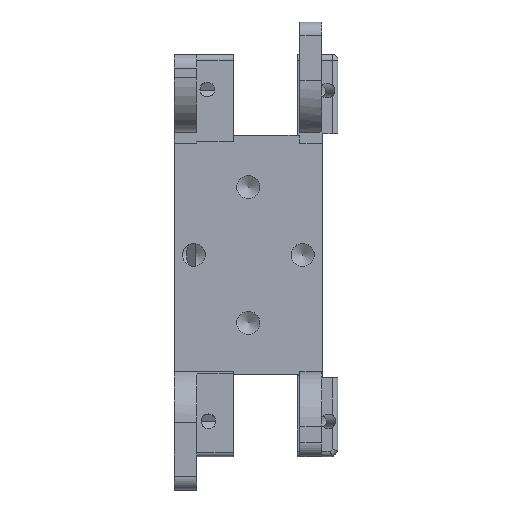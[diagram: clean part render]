
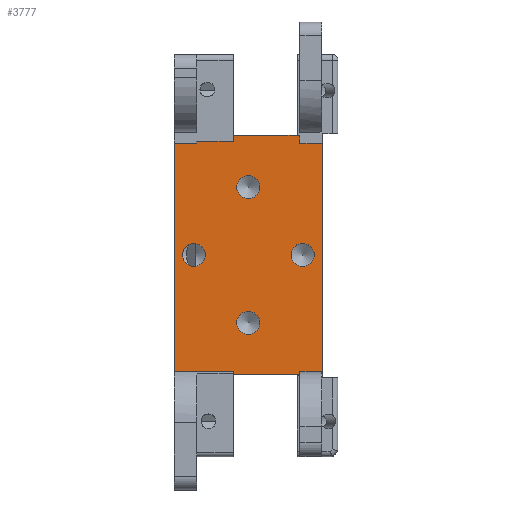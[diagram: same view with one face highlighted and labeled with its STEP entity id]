
A CAD part, top view. The second image highlights one B-rep face of the part: STEP entity #3777.
In plain terms, the highlighted planar face has unit normal (0, 0, 1).
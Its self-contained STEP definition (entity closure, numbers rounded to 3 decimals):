
#41=FACE_BOUND('',#543,.T.);
#42=FACE_BOUND('',#544,.T.);
#43=FACE_BOUND('',#545,.T.);
#44=FACE_BOUND('',#546,.T.);
#86=PLANE('',#4071);
#230=CIRCLE('',#4072,2.125);
#231=CIRCLE('',#4073,2.125);
#232=CIRCLE('',#4074,2.125);
#233=CIRCLE('',#4075,2.125);
#327=FACE_OUTER_BOUND('',#542,.T.);
#542=EDGE_LOOP('',(#2915,#2916,#2917,#2918,#2919,#2920,#2921,#2922,#2923,
#2924,#2925,#2926,#2927,#2928,#2929,#2930,#2931,#2932));
#543=EDGE_LOOP('',(#2933));
#544=EDGE_LOOP('',(#2934));
#545=EDGE_LOOP('',(#2935));
#546=EDGE_LOOP('',(#2936));
#775=LINE('',#5539,#1184);
#807=LINE('',#5690,#1216);
#868=LINE('',#5855,#1277);
#919=LINE('',#6021,#1328);
#928=LINE('',#6048,#1337);
#938=LINE('',#6076,#1347);
#941=LINE('',#6082,#1350);
#949=LINE('',#6100,#1358);
#950=LINE('',#6102,#1359);
#951=LINE('',#6103,#1360);
#952=LINE('',#6104,#1361);
#953=LINE('',#6106,#1362);
#954=LINE('',#6108,#1363);
#955=LINE('',#6109,#1364);
#956=LINE('',#6111,#1365);
#957=LINE('',#6113,#1366);
#958=LINE('',#6115,#1367);
#959=LINE('',#6116,#1368);
#1184=VECTOR('',#4363,10.);
#1216=VECTOR('',#4453,10.);
#1277=VECTOR('',#4596,1000.);
#1328=VECTOR('',#4699,10.);
#1337=VECTOR('',#4720,10.);
#1347=VECTOR('',#4740,10.);
#1350=VECTOR('',#4745,10.);
#1358=VECTOR('',#4759,10.);
#1359=VECTOR('',#4760,10.);
#1360=VECTOR('',#4761,10.);
#1361=VECTOR('',#4762,10.);
#1362=VECTOR('',#4763,10.);
#1363=VECTOR('',#4764,10.);
#1364=VECTOR('',#4765,10.);
#1365=VECTOR('',#4766,1000.);
#1366=VECTOR('',#4767,10.);
#1367=VECTOR('',#4768,10.);
#1368=VECTOR('',#4769,10.);
#1601=VERTEX_POINT('',#5536);
#1602=VERTEX_POINT('',#5538);
#1646=VERTEX_POINT('',#5688);
#1708=VERTEX_POINT('',#5852);
#1709=VERTEX_POINT('',#5854);
#1762=VERTEX_POINT('',#6018);
#1763=VERTEX_POINT('',#6020);
#1774=VERTEX_POINT('',#6045);
#1775=VERTEX_POINT('',#6047);
#1788=VERTEX_POINT('',#6075);
#1790=VERTEX_POINT('',#6081);
#1797=VERTEX_POINT('',#6099);
#1798=VERTEX_POINT('',#6101);
#1799=VERTEX_POINT('',#6105);
#1800=VERTEX_POINT('',#6107);
#1801=VERTEX_POINT('',#6110);
#1802=VERTEX_POINT('',#6112);
#1803=VERTEX_POINT('',#6114);
#1804=VERTEX_POINT('',#6117);
#1805=VERTEX_POINT('',#6119);
#1806=VERTEX_POINT('',#6121);
#1807=VERTEX_POINT('',#6123);
#1983=EDGE_CURVE('',#1602,#1601,#775,.T.);
#2037=EDGE_CURVE('',#1601,#1646,#807,.T.);
#2119=EDGE_CURVE('',#1708,#1709,#868,.T.);
#2186=EDGE_CURVE('',#1763,#1762,#919,.T.);
#2199=EDGE_CURVE('',#1775,#1774,#928,.T.);
#2213=EDGE_CURVE('',#1788,#1775,#938,.T.);
#2216=EDGE_CURVE('',#1788,#1790,#941,.T.);
#2226=EDGE_CURVE('',#1774,#1797,#949,.T.);
#2227=EDGE_CURVE('',#1798,#1797,#950,.T.);
#2228=EDGE_CURVE('',#1709,#1798,#951,.T.);
#2229=EDGE_CURVE('',#1708,#1763,#952,.T.);
#2230=EDGE_CURVE('',#1799,#1762,#953,.T.);
#2231=EDGE_CURVE('',#1799,#1800,#954,.T.);
#2232=EDGE_CURVE('',#1800,#1602,#955,.T.);
#2233=EDGE_CURVE('',#1646,#1801,#956,.T.);
#2234=EDGE_CURVE('',#1801,#1802,#957,.T.);
#2235=EDGE_CURVE('',#1803,#1802,#958,.T.);
#2236=EDGE_CURVE('',#1790,#1803,#959,.T.);
#2237=EDGE_CURVE('',#1804,#1804,#230,.T.);
#2238=EDGE_CURVE('',#1805,#1805,#231,.T.);
#2239=EDGE_CURVE('',#1806,#1806,#232,.T.);
#2240=EDGE_CURVE('',#1807,#1807,#233,.T.);
#2915=ORIENTED_EDGE('',*,*,#2199,.T.);
#2916=ORIENTED_EDGE('',*,*,#2226,.T.);
#2917=ORIENTED_EDGE('',*,*,#2227,.F.);
#2918=ORIENTED_EDGE('',*,*,#2228,.F.);
#2919=ORIENTED_EDGE('',*,*,#2119,.F.);
#2920=ORIENTED_EDGE('',*,*,#2229,.T.);
#2921=ORIENTED_EDGE('',*,*,#2186,.T.);
#2922=ORIENTED_EDGE('',*,*,#2230,.F.);
#2923=ORIENTED_EDGE('',*,*,#2231,.T.);
#2924=ORIENTED_EDGE('',*,*,#2232,.T.);
#2925=ORIENTED_EDGE('',*,*,#1983,.T.);
#2926=ORIENTED_EDGE('',*,*,#2037,.T.);
#2927=ORIENTED_EDGE('',*,*,#2233,.T.);
#2928=ORIENTED_EDGE('',*,*,#2234,.T.);
#2929=ORIENTED_EDGE('',*,*,#2235,.F.);
#2930=ORIENTED_EDGE('',*,*,#2236,.F.);
#2931=ORIENTED_EDGE('',*,*,#2216,.F.);
#2932=ORIENTED_EDGE('',*,*,#2213,.T.);
#2933=ORIENTED_EDGE('',*,*,#2237,.T.);
#2934=ORIENTED_EDGE('',*,*,#2238,.T.);
#2935=ORIENTED_EDGE('',*,*,#2239,.T.);
#2936=ORIENTED_EDGE('',*,*,#2240,.T.);
#3777=ADVANCED_FACE('',(#327,#41,#42,#43,#44),#86,.T.);
#4071=AXIS2_PLACEMENT_3D('',#6098,#4757,#4758);
#4072=AXIS2_PLACEMENT_3D('',#6118,#4770,#4771);
#4073=AXIS2_PLACEMENT_3D('',#6120,#4772,#4773);
#4074=AXIS2_PLACEMENT_3D('',#6122,#4774,#4775);
#4075=AXIS2_PLACEMENT_3D('',#6124,#4776,#4777);
#4363=DIRECTION('',(0.,-1.,0.));
#4453=DIRECTION('',(1.,0.,0.));
#4596=DIRECTION('',(0.,1.,0.));
#4699=DIRECTION('',(0.,-1.,0.));
#4720=DIRECTION('',(0.,-1.,0.));
#4740=DIRECTION('',(-1.,0.,0.));
#4745=DIRECTION('',(0.,-1.,0.));
#4757=DIRECTION('center_axis',(0.,0.,
1.));
#4758=DIRECTION('ref_axis',(0.,1.,0.));
#4759=DIRECTION('',(-1.,0.,0.));
#4760=DIRECTION('',(0.,1.,0.));
#4761=DIRECTION('',(1.,0.,0.));
#4762=DIRECTION('',(1.,0.,0.));
#4763=DIRECTION('',(-1.,0.,0.));
#4764=DIRECTION('',(0.,1.,0.));
#4765=DIRECTION('',(1.,0.,0.));
#4766=DIRECTION('',(0.,1.,0.));
#4767=DIRECTION('',(-1.,0.,0.));
#4768=DIRECTION('',(0.,-1.,0.));
#4769=DIRECTION('',(1.,0.,0.));
#4770=DIRECTION('center_axis',(0.,0.,
-1.));
#4771=DIRECTION('ref_axis',(0.,-1.,0.));
#4772=DIRECTION('center_axis',(0.,0.,
-1.));
#4773=DIRECTION('ref_axis',(0.,-1.,0.));
#4774=DIRECTION('center_axis',(0.,0.,
-1.));
#4775=DIRECTION('ref_axis',(0.,-1.,0.));
#4776=DIRECTION('center_axis',(0.,0.,
-1.));
#4777=DIRECTION('ref_axis',(0.,-1.,0.));
#5536=CARTESIAN_POINT('',(19.07,237.838,64.609));
#5538=CARTESIAN_POINT('',(19.07,238.897,64.609));
#5539=CARTESIAN_POINT('',(19.07,259.353,64.609));
#5688=CARTESIAN_POINT('',(19.237,237.838,64.609));
#5690=CARTESIAN_POINT('',(19.153,237.838,64.609));
#5852=CARTESIAN_POINT('',(-8.063,238.897,64.609));
#5854=CARTESIAN_POINT('',(-8.063,280.98,64.609));
#5855=CARTESIAN_POINT('',(-8.063,271.417,64.609));
#6018=CARTESIAN_POINT('',(2.82,238.417,64.609));
#6020=CARTESIAN_POINT('',(2.82,238.897,64.609));
#6021=CARTESIAN_POINT('',(2.82,262.328,64.609));
#6045=CARTESIAN_POINT('',(2.82,281.338,64.609));
#6047=CARTESIAN_POINT('',(2.82,282.417,64.609));
#6048=CARTESIAN_POINT('',(2.82,262.328,64.609));
#6075=CARTESIAN_POINT('',(14.57,282.417,64.609));
#6076=CARTESIAN_POINT('',(19.237,282.417,64.609));
#6081=CARTESIAN_POINT('',(14.57,282.338,64.609));
#6082=CARTESIAN_POINT('',(14.57,262.328,64.609));
#6098=CARTESIAN_POINT('Origin',(19.237,271.417,64.609));
#6099=CARTESIAN_POINT('',(-3.93,281.338,64.609));
#6100=CARTESIAN_POINT('',(12.403,281.338,64.609));
#6101=CARTESIAN_POINT('',(-3.93,280.98,64.609));
#6102=CARTESIAN_POINT('',(-3.93,265.853,64.609));
#6103=CARTESIAN_POINT('',(19.153,280.98,64.609));
#6104=CARTESIAN_POINT('',(7.653,238.897,64.609));
#6105=CARTESIAN_POINT('',(15.07,238.417,64.609));
#6106=CARTESIAN_POINT('',(19.237,238.417,64.609));
#6107=CARTESIAN_POINT('',(15.07,238.897,64.609));
#6108=CARTESIAN_POINT('',(15.07,259.353,64.609));
#6109=CARTESIAN_POINT('',(7.653,238.897,64.609));
#6110=CARTESIAN_POINT('',(19.237,280.98,64.609));
#6111=CARTESIAN_POINT('',(19.237,271.417,64.609));
#6112=CARTESIAN_POINT('',(15.07,280.98,64.609));
#6113=CARTESIAN_POINT('',(19.153,280.98,64.609));
#6114=CARTESIAN_POINT('',(15.07,282.338,64.609));
#6115=CARTESIAN_POINT('',(15.07,265.853,64.609));
#6116=CARTESIAN_POINT('',(12.403,282.338,64.609));
#6117=CARTESIAN_POINT('',(-4.413,262.542,64.609));
#6118=CARTESIAN_POINT('Origin',(-4.413,260.417,64.609));
#6119=CARTESIAN_POINT('',(5.587,275.042,64.609));
#6120=CARTESIAN_POINT('Origin',(5.587,272.917,64.609));
#6121=CARTESIAN_POINT('',(15.587,262.542,64.609));
#6122=CARTESIAN_POINT('Origin',(15.587,260.417,64.609));
#6123=CARTESIAN_POINT('',(5.587,250.042,64.609));
#6124=CARTESIAN_POINT('Origin',(5.587,247.917,64.609));
